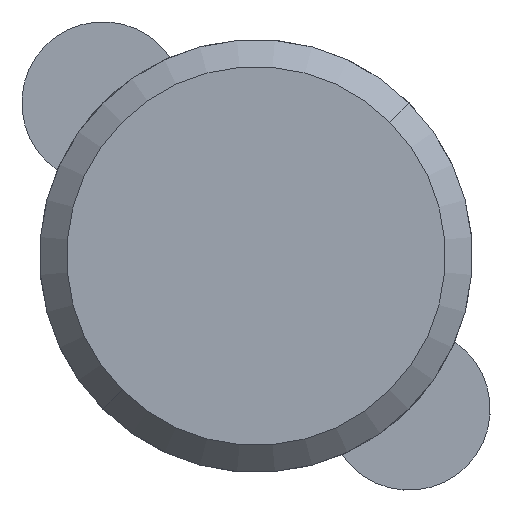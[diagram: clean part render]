
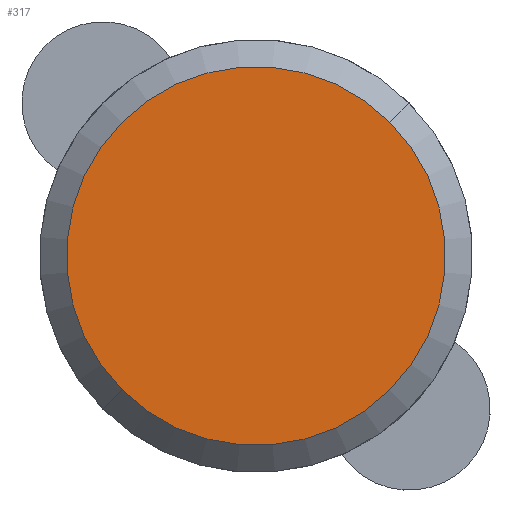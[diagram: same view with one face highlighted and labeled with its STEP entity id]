
A CAD part, front view. The second image highlights one B-rep face of the part: STEP entity #317.
In plain terms, the highlighted planar face has unit normal (0, -1, 0).
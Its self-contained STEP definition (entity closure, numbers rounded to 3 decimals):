
#7 = VERTEX_POINT ( 'NONE', #539 ) ;
#16 = AXIS2_PLACEMENT_3D ( 'NONE', #168, #261, #220 ) ;
#74 = ORIENTED_EDGE ( 'NONE', *, *, #117, .T. ) ;
#75 = CIRCLE ( 'NONE', #16, 7. ) ;
#117 = EDGE_CURVE ( 'NONE', #7, #408, #75, .T. ) ;
#127 = DIRECTION ( 'NONE',  ( -0.707, 0., -0.707 ) ) ;
#137 = EDGE_CURVE ( 'NONE', #408, #7, #301, .T. ) ;
#150 = FACE_OUTER_BOUND ( 'NONE', #163, .T. ) ;
#163 = EDGE_LOOP ( 'NONE', ( #265, #74 ) ) ;
#168 = CARTESIAN_POINT ( 'NONE',  ( -5., -19., 5. ) ) ;
#220 = DIRECTION ( 'NONE',  ( 0.707, 0., 0.707 ) ) ;
#240 = CARTESIAN_POINT ( 'NONE',  ( -6.948, -19., 6.948 ) ) ;
#261 = DIRECTION ( 'NONE',  ( 0., -1., 0. ) ) ;
#265 = ORIENTED_EDGE ( 'NONE', *, *, #137, .T. ) ;
#301 = CIRCLE ( 'NONE', #509, 7. ) ;
#317 = ADVANCED_FACE ( 'NONE', ( #150 ), #410, .T. ) ;
#322 = AXIS2_PLACEMENT_3D ( 'NONE', #240, #350, #379 ) ;
#350 = DIRECTION ( 'NONE',  ( 0., -1., 0. ) ) ;
#379 = DIRECTION ( 'NONE',  ( -0.707, 0., 0.707 ) ) ;
#381 = DIRECTION ( 'NONE',  ( 0., -1., 0. ) ) ;
#408 = VERTEX_POINT ( 'NONE', #527 ) ;
#410 = PLANE ( 'NONE',  #322 ) ;
#509 = AXIS2_PLACEMENT_3D ( 'NONE', #570, #381, #127 ) ;
#527 = CARTESIAN_POINT ( 'NONE',  ( -9.95, -19., 0.05 ) ) ;
#539 = CARTESIAN_POINT ( 'NONE',  ( -0.05, -19., 9.95 ) ) ;
#570 = CARTESIAN_POINT ( 'NONE',  ( -5., -19., 5. ) ) ;
